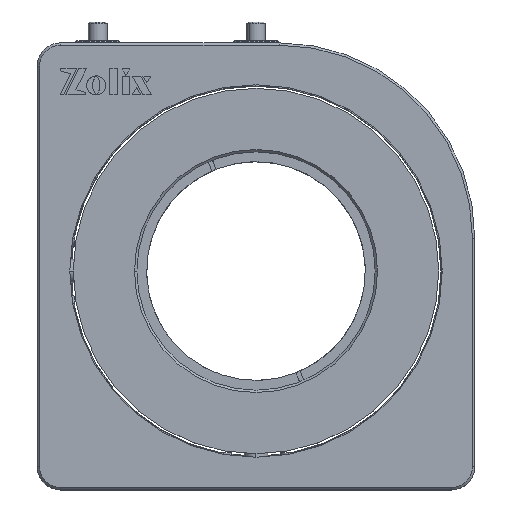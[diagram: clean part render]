
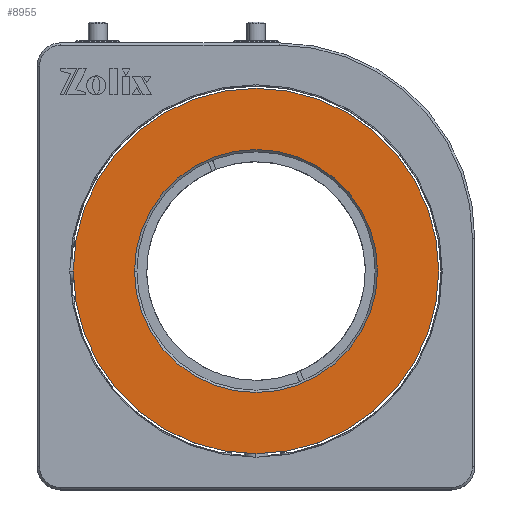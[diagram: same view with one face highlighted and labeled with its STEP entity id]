
A CAD part, top view. The second image highlights one B-rep face of the part: STEP entity #8955.
In plain terms, the highlighted planar face has unit normal (0, 0, 1).
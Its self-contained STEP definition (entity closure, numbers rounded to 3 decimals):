
#60 = DIRECTION ( 'NONE',  ( 0., 0., 1. ) ) ;
#234 = DIRECTION ( 'NONE',  ( 0., 0., -1. ) ) ;
#260 = FACE_OUTER_BOUND ( 'NONE', #389, .T. ) ;
#320 = ORIENTED_EDGE ( 'NONE', *, *, #5682, .T. ) ;
#389 = EDGE_LOOP ( 'NONE', ( #7116, #2926 ) ) ;
#464 = AXIS2_PLACEMENT_3D ( 'NONE', #592, #4262, #527 ) ;
#527 = DIRECTION ( 'NONE',  ( 1., 0., 0. ) ) ;
#592 = CARTESIAN_POINT ( 'NONE',  ( -7.641, 0.158, 11. ) ) ;
#617 = CARTESIAN_POINT ( 'NONE',  ( -7.641, 0.158, 11. ) ) ;
#1024 = CIRCLE ( 'NONE', #9205, 26.1 ) ;
#1778 = EDGE_CURVE ( 'NONE', #4968, #3622, #7875, .T. ) ;
#2339 = AXIS2_PLACEMENT_3D ( 'NONE', #5232, #60, #3000 ) ;
#2926 = ORIENTED_EDGE ( 'NONE', *, *, #1778, .T. ) ;
#2988 = VERTEX_POINT ( 'NONE', #3301 ) ;
#3000 = DIRECTION ( 'NONE',  ( 1., 0., 0. ) ) ;
#3301 = CARTESIAN_POINT ( 'NONE',  ( -33.741, 0.158, 11. ) ) ;
#3622 = VERTEX_POINT ( 'NONE', #7090 ) ;
#4222 = CARTESIAN_POINT ( 'NONE',  ( -7.641, 0.158, 11. ) ) ;
#4262 = DIRECTION ( 'NONE',  ( 0., 0., 1. ) ) ;
#4264 = DIRECTION ( 'NONE',  ( 0., 0., 1. ) ) ;
#4329 = EDGE_CURVE ( 'NONE', #3622, #4968, #9224, .T. ) ;
#4344 = DIRECTION ( 'NONE',  ( 1., 0., 0. ) ) ;
#4935 = EDGE_LOOP ( 'NONE', ( #8856, #320 ) ) ;
#4968 = VERTEX_POINT ( 'NONE', #5238 ) ;
#5232 = CARTESIAN_POINT ( 'NONE',  ( -7.641, 0.158, 11. ) ) ;
#5238 = CARTESIAN_POINT ( 'NONE',  ( 31.609, 0.158, 11. ) ) ;
#5682 = EDGE_CURVE ( 'NONE', #2988, #7859, #1024, .T. ) ;
#5937 = CIRCLE ( 'NONE', #6731, 26.1 ) ;
#6234 = DIRECTION ( 'NONE',  ( 1., 0., 0. ) ) ;
#6662 = CARTESIAN_POINT ( 'NONE',  ( 18.459, 0.158, 11. ) ) ;
#6731 = AXIS2_PLACEMENT_3D ( 'NONE', #9202, #234, #6234 ) ;
#6748 = FACE_BOUND ( 'NONE', #4935, .T. ) ;
#7090 = CARTESIAN_POINT ( 'NONE',  ( -46.891, 0.158, 11. ) ) ;
#7116 = ORIENTED_EDGE ( 'NONE', *, *, #4329, .T. ) ;
#7859 = VERTEX_POINT ( 'NONE', #6662 ) ;
#7875 = CIRCLE ( 'NONE', #8987, 39.25 ) ;
#7958 = PLANE ( 'NONE',  #464 ) ;
#8704 = DIRECTION ( 'NONE',  ( 1., 0., 0. ) ) ;
#8856 = ORIENTED_EDGE ( 'NONE', *, *, #9308, .T. ) ;
#8891 = DIRECTION ( 'NONE',  ( 0., 0., -1. ) ) ;
#8955 = ADVANCED_FACE ( 'NONE', ( #6748, #260 ), #7958, .T. ) ;
#8987 = AXIS2_PLACEMENT_3D ( 'NONE', #4222, #4264, #8704 ) ;
#9202 = CARTESIAN_POINT ( 'NONE',  ( -7.641, 0.158, 11. ) ) ;
#9205 = AXIS2_PLACEMENT_3D ( 'NONE', #617, #8891, #4344 ) ;
#9224 = CIRCLE ( 'NONE', #2339, 39.25 ) ;
#9308 = EDGE_CURVE ( 'NONE', #7859, #2988, #5937, .T. ) ;
